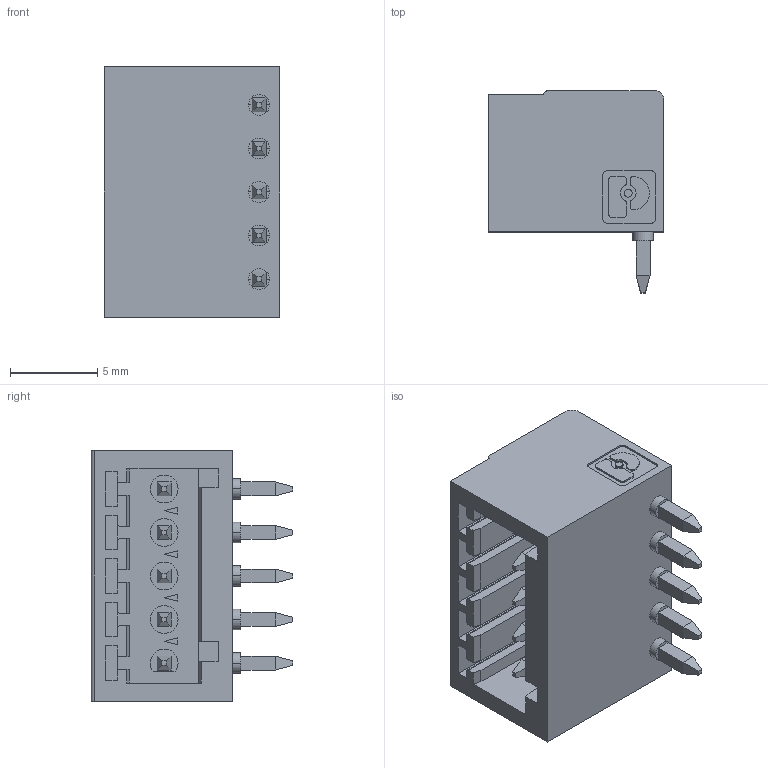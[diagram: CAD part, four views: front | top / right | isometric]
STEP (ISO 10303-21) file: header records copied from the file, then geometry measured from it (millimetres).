
FILE_DESCRIPTION(('SolidDesigner STEP Export'),'2;1');
FILE_NAME('mc_0.5-5-g-2.5_tht.stp','2003-07-10T12:55:07',(''),(''),'OneSpaceDesigner STEP processor Version: 9.0 (March 2001)for AP214(CD)(Solid Model)','CoCreate OneSpaceDesigner: 11.50A 18-Jul-2002(C) CoCreate Software GmbH','');
FILE_SCHEMA(('AUTOMOTIVE_DESIGN_CC2 {1 2 10303 214 -1 1 5 1}'));
Length unit declared in the file: millimetre
Products named in the file (2): mc_0.5-5-g-2.5_tht
Assembly tree (1 placements, depth 2):
  mc_0.5-5-g-2.5_tht
    mc_0.5-5-g-2.5_tht
Bounding box: 10.1 x 11.6 x 14.4 mm (x, y, z)
Volume: 844.2 mm3; surface area: 1180.7 mm2
Topology: 1 solids, 1 shells, 291 faces, 720 edges, 465 vertices
Faces by surface type: plane 236, cylinder 55
Entity records: 10607 total; most frequent: ORIENTED_EDGE 1440, CARTESIAN_POINT 1425, DIRECTION 1325, EDGE_CURVE 720, VECTOR 595, LINE 595, VERTEX_POINT 465, AXIS2_PLACEMENT_3D 365
